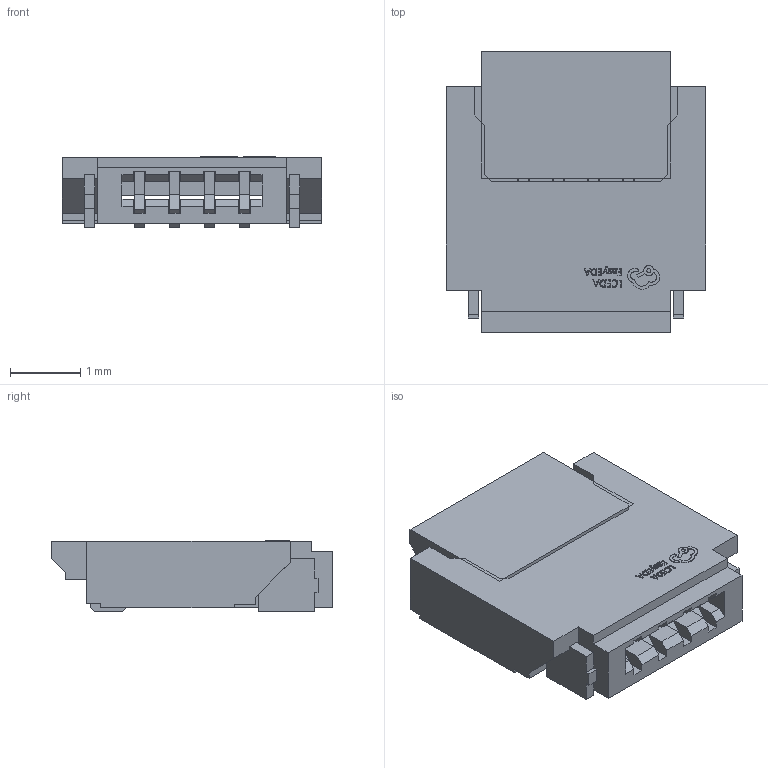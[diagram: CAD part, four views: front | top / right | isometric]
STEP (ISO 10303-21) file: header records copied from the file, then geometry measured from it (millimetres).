
FILE_DESCRIPTION (( 'STEP AP214' ), '1' );
FILE_NAME ('FPC-SMD_5034800400.step', '2022-07-06T11:02:49', ( '' ), ( '' ), 'SwSTEP 2.0', 'SolidWorks 2020', '' );
FILE_SCHEMA (( 'AUTOMOTIVE_DESIGN' ));
Length unit declared in the file: millimetre
Products named in the file (1): FPC-SMD_5034800400
Bounding box: 3.7 x 4 x 1.01 mm (x, y, z)
Volume: 10.2 mm3; surface area: 80.4 mm2
Topology: 8 solids, 8 shells, 529 faces, 1464 edges, 976 vertices
Faces by surface type: plane 383, bspline 146
Entity records: 23599 total; most frequent: CARTESIAN_POINT 6580, ORIENTED_EDGE 2928, DIRECTION 1936, EDGE_CURVE 1464, VECTOR 1168, LINE 1168, VERTEX_POINT 976, EDGE_LOOP 556
